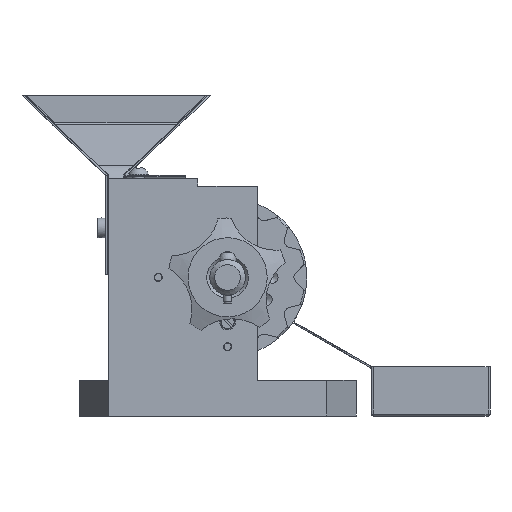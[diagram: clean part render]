
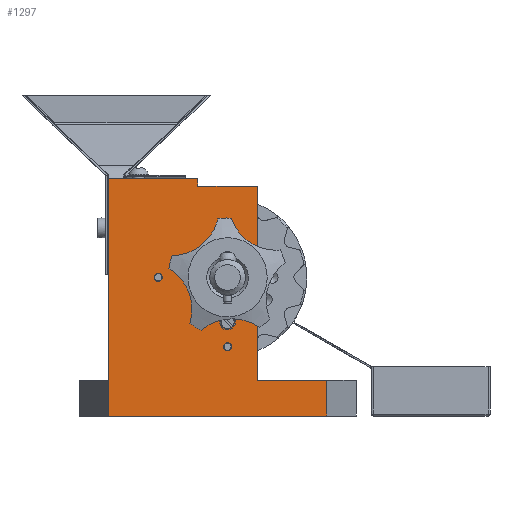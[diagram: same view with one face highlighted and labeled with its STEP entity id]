
A CAD part, front view. The second image highlights one B-rep face of the part: STEP entity #1297.
In plain terms, the highlighted planar face has unit normal (0, -1, 0).
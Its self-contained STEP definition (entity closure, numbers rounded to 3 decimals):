
#1297=ADVANCED_FACE('',(#10044,#10046,#10048,#10050,#10052,#10054),#10056,.T.);
#10044=FACE_BOUND('',#10045,.T.);
#10045=EDGE_LOOP('',(#22132,#22133,#22134,#22135,#22136,#22137,#22138,#22139,#22140));
#10046=FACE_BOUND('',#10047,.T.);
#10047=EDGE_LOOP('',(#22141));
#10048=FACE_BOUND('',#10049,.T.);
#10049=EDGE_LOOP('',(#22142));
#10050=FACE_BOUND('',#10051,.T.);
#10051=EDGE_LOOP('',(#22143));
#10052=FACE_BOUND('',#10053,.T.);
#10053=EDGE_LOOP('',(#22144));
#10054=FACE_BOUND('',#10055,.T.);
#10055=EDGE_LOOP('',(#22145));
#10056=PLANE('',#10057);
#10057=AXIS2_PLACEMENT_3D('',#10058,#10059,#10060);
#10058=CARTESIAN_POINT('',(-55.,-50.,0.));
#10059=DIRECTION('',(0.,-1.,0.));
#10060=DIRECTION('',(1.,0.,0.));
#22132=ORIENTED_EDGE('',*,*,#27040,.T.);
#22133=ORIENTED_EDGE('',*,*,#27008,.F.);
#22134=ORIENTED_EDGE('',*,*,#27038,.F.);
#22135=ORIENTED_EDGE('',*,*,#27041,.F.);
#22136=ORIENTED_EDGE('',*,*,#27042,.T.);
#22137=ORIENTED_EDGE('',*,*,#27043,.T.);
#22138=ORIENTED_EDGE('',*,*,#27044,.F.);
#22139=ORIENTED_EDGE('',*,*,#27045,.T.);
#22140=ORIENTED_EDGE('',*,*,#27046,.T.);
#22141=ORIENTED_EDGE('',*,*,#27047,.T.);
#22142=ORIENTED_EDGE('',*,*,#27048,.T.);
#22143=ORIENTED_EDGE('',*,*,#27049,.T.);
#22144=ORIENTED_EDGE('',*,*,#27050,.T.);
#22145=ORIENTED_EDGE('',*,*,#27051,.T.);
#27008=EDGE_CURVE('',#29482,#29484,#29485,.T.);
#27038=EDGE_CURVE('',#29536,#29482,#29538,.T.);
#27040=EDGE_CURVE('',#29541,#29484,#29542,.F.);
#27041=EDGE_CURVE('',#29543,#29536,#29544,.T.);
#27042=EDGE_CURVE('',#29543,#29545,#29546,.T.);
#27043=EDGE_CURVE('',#29545,#29547,#29548,.T.);
#27044=EDGE_CURVE('',#29549,#29547,#29550,.T.);
#27045=EDGE_CURVE('',#29549,#29551,#29552,.T.);
#27046=EDGE_CURVE('',#29551,#29541,#29553,.T.);
#27047=EDGE_CURVE('',#29554,#29554,#29555,.T.);
#27048=EDGE_CURVE('',#29556,#29556,#29557,.T.);
#27049=EDGE_CURVE('',#29558,#29558,#29559,.T.);
#27050=EDGE_CURVE('',#29560,#29560,#29561,.T.);
#27051=EDGE_CURVE('',#29562,#29562,#29563,.T.);
#29482=VERTEX_POINT('',#33623);
#29484=VERTEX_POINT('',#33627);
#29485=LINE('',#33628,#33629);
#29536=VERTEX_POINT('',#33816);
#29538=LINE('',#33820,#33821);
#29541=VERTEX_POINT('',#33828);
#29542=LINE('',#33829,#33830);
#29543=VERTEX_POINT('',#33832);
#29544=LINE('',#33833,#33834);
#29545=VERTEX_POINT('',#33836);
#29546=LINE('',#33837,#33838);
#29547=VERTEX_POINT('',#33840);
#29548=LINE('',#33841,#33842);
#29549=VERTEX_POINT('',#33844);
#29550=LINE('',#33845,#33846);
#29551=VERTEX_POINT('',#33848);
#29552=LINE('',#33849,#33850);
#29553=LINE('',#33852,#33853);
#29554=VERTEX_POINT('',#33855);
#29555=CIRCLE('',#33856,10.);
#29556=VERTEX_POINT('',#33860);
#29557=CIRCLE('',#33861,3.35);
#29558=VERTEX_POINT('',#33865);
#29559=CIRCLE('',#33866,3.35);
#29560=VERTEX_POINT('',#33870);
#29561=CIRCLE('',#33871,2.);
#29562=VERTEX_POINT('',#33875);
#29563=CIRCLE('',#33876,2.);
#33623=CARTESIAN_POINT('',(-55.,-50.,120.));
#33627=CARTESIAN_POINT('',(-10.,-50.,120.));
#33628=CARTESIAN_POINT('',(-55.,-50.,120.));
#33629=VECTOR('',#33630,1.);
#33630=DIRECTION('',(1.,0.,0.));
#33816=CARTESIAN_POINT('',(-55.,-50.,18.));
#33820=CARTESIAN_POINT('',(-55.,-50.,18.));
#33821=VECTOR('',#33822,1.);
#33822=DIRECTION('',(0.,0.,1.));
#33828=CARTESIAN_POINT('',(-10.,-50.,116.));
#33829=CARTESIAN_POINT('',(-10.,-50.,120.));
#33830=VECTOR('',#33831,1.);
#33831=DIRECTION('',(0.,0.,-1.));
#33832=CARTESIAN_POINT('',(-55.,-50.,0.));
#33833=CARTESIAN_POINT('',(-55.,-50.,0.));
#33834=VECTOR('',#33835,1.);
#33835=DIRECTION('',(0.,0.,1.));
#33836=CARTESIAN_POINT('',(55.,-50.,0.));
#33837=CARTESIAN_POINT('',(-55.,-50.,0.));
#33838=VECTOR('',#33839,1.);
#33839=DIRECTION('',(1.,0.,0.));
#33840=CARTESIAN_POINT('',(55.,-50.,18.));
#33841=CARTESIAN_POINT('',(55.,-50.,0.));
#33842=VECTOR('',#33843,1.);
#33843=DIRECTION('',(0.,0.,1.));
#33844=CARTESIAN_POINT('',(20.,-50.,18.));
#33845=CARTESIAN_POINT('',(20.,-50.,18.));
#33846=VECTOR('',#33847,1.);
#33847=DIRECTION('',(1.,0.,0.));
#33848=CARTESIAN_POINT('',(20.,-50.,116.));
#33849=CARTESIAN_POINT('',(20.,-50.,18.));
#33850=VECTOR('',#33851,1.);
#33851=DIRECTION('',(0.,0.,1.));
#33852=CARTESIAN_POINT('',(20.,-50.,116.));
#33853=VECTOR('',#33854,1.);
#33854=DIRECTION('',(-1.,0.,0.));
#33855=CARTESIAN_POINT('',(15.,-50.,70.));
#33856=AXIS2_PLACEMENT_3D('',#33857,#33858,#33859);
#33857=CARTESIAN_POINT('',(5.,-50.,70.));
#33858=DIRECTION('',(-0.,1.,0.));
#33859=DIRECTION('',(1.,0.,0.));
#33860=CARTESIAN_POINT('',(8.35,-50.,47.5));
#33861=AXIS2_PLACEMENT_3D('',#33862,#33863,#33864);
#33862=CARTESIAN_POINT('',(5.,-50.,47.5));
#33863=DIRECTION('',(-0.,1.,0.));
#33864=DIRECTION('',(1.,0.,0.));
#33865=CARTESIAN_POINT('',(8.35,-50.,92.5));
#33866=AXIS2_PLACEMENT_3D('',#33867,#33868,#33869);
#33867=CARTESIAN_POINT('',(5.,-50.,92.5));
#33868=DIRECTION('',(-0.,1.,0.));
#33869=DIRECTION('',(1.,0.,0.));
#33870=CARTESIAN_POINT('',(7.,-50.,35.));
#33871=AXIS2_PLACEMENT_3D('',#33872,#33873,#33874);
#33872=CARTESIAN_POINT('',(5.,-50.,35.));
#33873=DIRECTION('',(-0.,1.,0.));
#33874=DIRECTION('',(1.,0.,0.));
#33875=CARTESIAN_POINT('',(-28.,-50.,70.));
#33876=AXIS2_PLACEMENT_3D('',#33877,#33878,#33879);
#33877=CARTESIAN_POINT('',(-30.,-50.,70.));
#33878=DIRECTION('',(-0.,1.,0.));
#33879=DIRECTION('',(1.,0.,0.));
